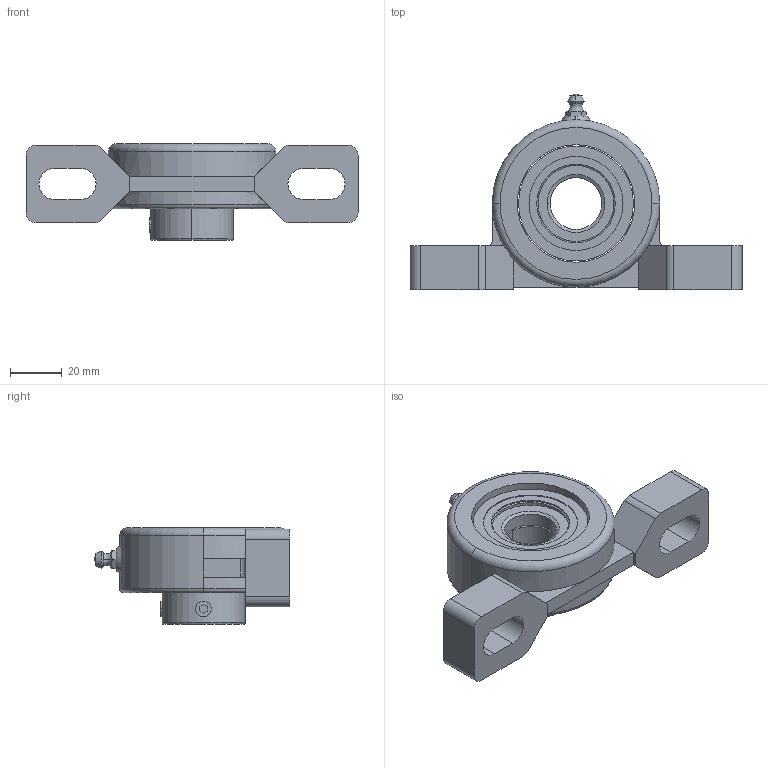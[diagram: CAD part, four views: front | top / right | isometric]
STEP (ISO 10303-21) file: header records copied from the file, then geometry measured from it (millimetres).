
FILE_DESCRIPTION (( 'STEP AP214' ), '1' );
FILE_NAME ('Rexnord-UCP- HCP-UCP 204-682921.STEP', '2018-12-14T07:37:53', ( '' ), ( '' ), 'SwSTEP 2.0', 'SolidWorks 2018', '' );
FILE_SCHEMA (( 'AUTOMOTIVE_DESIGN' ));
Length unit declared in the file: millimetre
Products named in the file (4): HUB; Rexnord-UCP- HCP-UCP 204-682921; BEARING; NIPPLE
Assembly tree (3 placements, depth 2):
  Rexnord-UCP- HCP-UCP 204-682921
    HUB
    BEARING
    NIPPLE
Bounding box: 128 x 75.5 x 37.2 mm (x, y, z)
Volume: 99694.8 mm3; surface area: 32626 mm2
Topology: 4 solids, 4 shells, 144 faces, 344 edges, 218 vertices
Faces by surface type: plane 69, cylinder 44, torus 16, cone 12, bspline 3
Entity records: 4696 total; most frequent: CARTESIAN_POINT 1037, DIRECTION 742, ORIENTED_EDGE 688, EDGE_CURVE 344, AXIS2_PLACEMENT_3D 283, VERTEX_POINT 218, VECTOR 176, LINE 176
